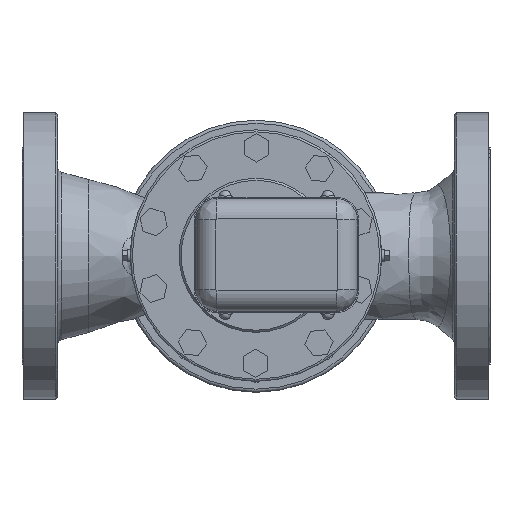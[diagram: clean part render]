
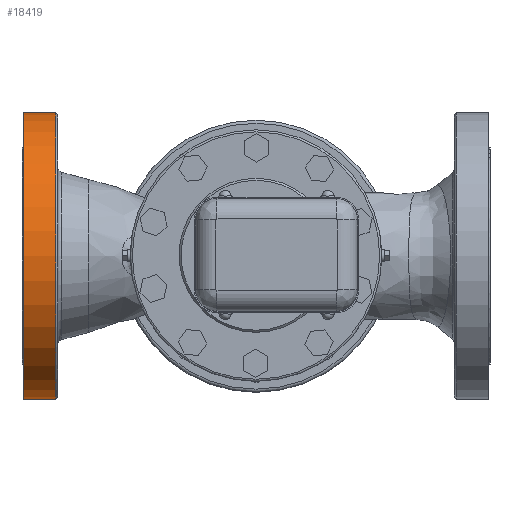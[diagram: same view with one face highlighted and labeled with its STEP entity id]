
A CAD part, top view. The second image highlights one B-rep face of the part: STEP entity #18419.
In plain terms, the highlighted cylindrical face has radius 139.5 mm (diameter 279 mm), a full revolution.
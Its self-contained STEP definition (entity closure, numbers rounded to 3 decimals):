
#86=CYLINDRICAL_SURFACE('',#19615,139.5);
#4414=FACE_BOUND('',#5926,.T.);
#4731=FACE_OUTER_BOUND('',#5925,.T.);
#5925=EDGE_LOOP('',(#12872));
#5926=EDGE_LOOP('',(#12873));
#7423=CIRCLE('',#19614,139.5);
#7424=CIRCLE('',#19616,139.5);
#8311=VERTEX_POINT('',#27299);
#8312=VERTEX_POINT('',#27302);
#10122=EDGE_CURVE('',#8311,#8311,#7423,.T.);
#10123=EDGE_CURVE('',#8312,#8312,#7424,.T.);
#12872=ORIENTED_EDGE('',*,*,#10123,.T.);
#12873=ORIENTED_EDGE('',*,*,#10122,.F.);
#18419=ADVANCED_FACE('',(#4731,#4414),#86,.T.);
#19614=AXIS2_PLACEMENT_3D('',#27300,#21612,#21613);
#19615=AXIS2_PLACEMENT_3D('',#27301,#21614,#21615);
#19616=AXIS2_PLACEMENT_3D('',#27303,#21616,#21617);
#21612=DIRECTION('center_axis',(1.,0.,0.));
#21613=DIRECTION('ref_axis',(0.,0.,1.));
#21614=DIRECTION('center_axis',(1.,0.,0.));
#21615=DIRECTION('ref_axis',(0.,0.,1.));
#21616=DIRECTION('center_axis',(1.,0.,0.));
#21617=DIRECTION('ref_axis',(0.,0.,1.));
#27299=CARTESIAN_POINT('',(-195.,0.,-139.5));
#27300=CARTESIAN_POINT('Origin',(-195.,0.,0.));
#27301=CARTESIAN_POINT('Origin',(-193.,0.,0.));
#27302=CARTESIAN_POINT('',(-226.4,0.,-139.5));
#27303=CARTESIAN_POINT('Origin',(-226.4,0.,0.));
